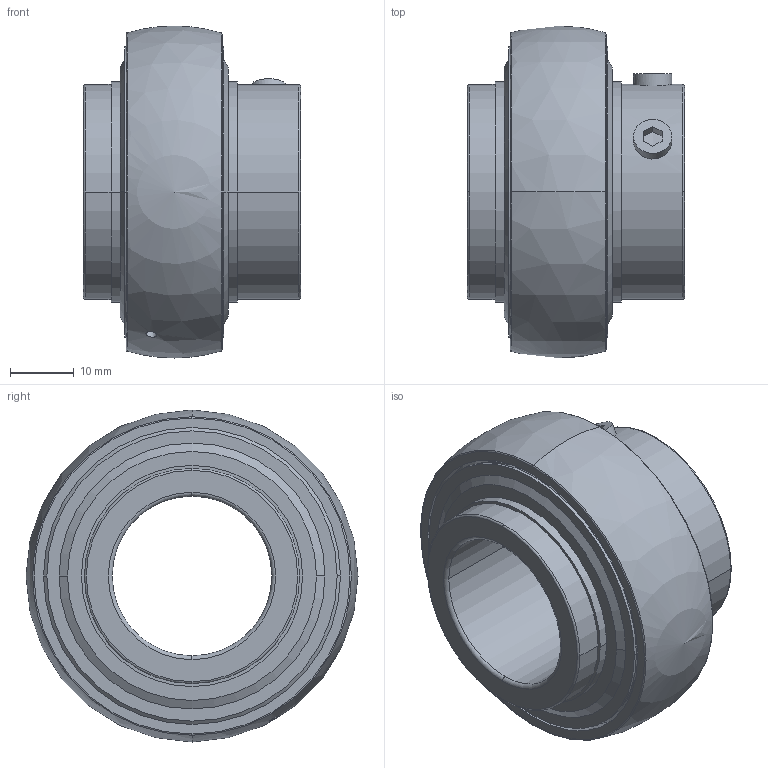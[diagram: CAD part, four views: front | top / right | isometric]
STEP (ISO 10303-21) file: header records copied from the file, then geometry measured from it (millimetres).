
FILE_DESCRIPTION (( 'STEP AP203' ), '1' );
FILE_NAME ('Solidworks_Bearing.STEP', '2025-10-07T03:06:31', ( '' ), ( '' ), 'SwSTEP 2.0', 'SolidWorks 2023', '' );
FILE_SCHEMA (( 'CONFIG_CONTROL_DESIGN' ));
Length unit declared in the file: millimetre
Products named in the file (1): Solidworks_Bearing
Bounding box: 34 x 52 x 52 mm (x, y, z)
Volume: 22198.2 mm3; surface area: 22343.8 mm2
Topology: 1 solids, 1 shells, 184 faces, 451 edges, 285 vertices
Faces by surface type: cone 60, cylinder 49, plane 42, torus 31, sphere 2
Entity records: 6118 total; most frequent: CARTESIAN_POINT 1589, DIRECTION 1022, ORIENTED_EDGE 888, EDGE_CURVE 444, AXIS2_PLACEMENT_3D 443, VERTEX_POINT 281, CIRCLE 258, EDGE_LOOP 215
